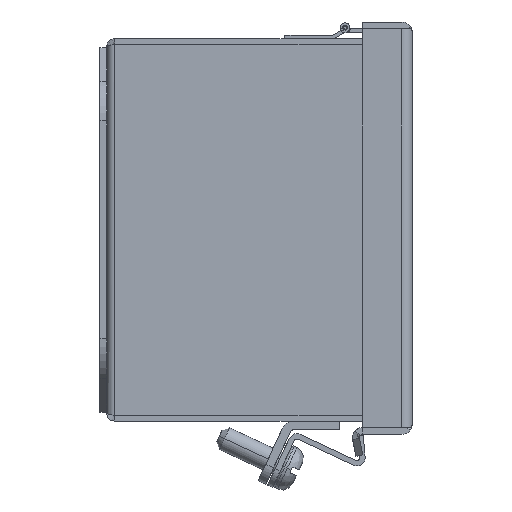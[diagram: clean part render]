
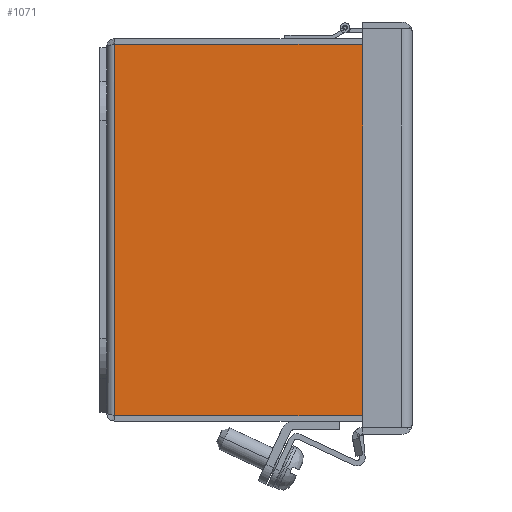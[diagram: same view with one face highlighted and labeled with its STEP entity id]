
A CAD part, front view. The second image highlights one B-rep face of the part: STEP entity #1071.
In plain terms, the highlighted face is planar.
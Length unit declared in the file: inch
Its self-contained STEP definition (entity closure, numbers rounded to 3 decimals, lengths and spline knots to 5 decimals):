
#141 = CIRCLE ( 'NONE', #12803, 0.188 ) ;
#1071 = ADVANCED_FACE ( 'NONE', ( #17011 ), #24672, .F. ) ;
#2550 = CARTESIAN_POINT ( 'NONE',  ( 1.94289, -0.086, -2. ) ) ;
#3707 = DIRECTION ( 'NONE',  ( 0., -1., 0. ) ) ;
#3891 = LINE ( 'NONE', #10313, #16394 ) ;
#6507 = VECTOR ( 'NONE', #21052, 39.37008 ) ;
#6689 = DIRECTION ( 'NONE',  ( 0., 0., 1. ) ) ;
#6722 = VERTEX_POINT ( 'NONE', #23398 ) ;
#6883 = DIRECTION ( 'NONE',  ( 0., 0., 1. ) ) ;
#7018 = ORIENTED_EDGE ( 'NONE', *, *, #24527, .F. ) ;
#8027 = EDGE_CURVE ( 'NONE', #23838, #19821, #15493, .T. ) ;
#8109 = EDGE_CURVE ( 'NONE', #18433, #20142, #141, .T. ) ;
#8502 = DIRECTION ( 'NONE',  ( 1., 0., 0. ) ) ;
#8838 = EDGE_LOOP ( 'NONE', ( #10022, #7018, #18784, #25297, #25456, #11270 ) ) ;
#10022 = ORIENTED_EDGE ( 'NONE', *, *, #19196, .F. ) ;
#10313 = CARTESIAN_POINT ( 'NONE',  ( 1.94289, -0.086, -2. ) ) ;
#11270 = ORIENTED_EDGE ( 'NONE', *, *, #21038, .T. ) ;
#12303 = DIRECTION ( 'NONE',  ( 0., -1., 0. ) ) ;
#12803 = AXIS2_PLACEMENT_3D ( 'NONE', #23528, #6883, #15122 ) ;
#14220 = CARTESIAN_POINT ( 'NONE',  ( 1.75489, -2.87074, -2. ) ) ;
#14769 = CARTESIAN_POINT ( 'NONE',  ( -13.527, -0.086, -2. ) ) ;
#15122 = DIRECTION ( 'NONE',  ( 0., -1., 0. ) ) ;
#15493 = LINE ( 'NONE', #14769, #6507 ) ;
#15910 = CARTESIAN_POINT ( 'NONE',  ( -13.527, -2.914, -2. ) ) ;
#16177 = DIRECTION ( 'NONE',  ( 0., 0., 1. ) ) ;
#16238 = CARTESIAN_POINT ( 'NONE',  ( -1.94289, -0.086, -2. ) ) ;
#16394 = VECTOR ( 'NONE', #12303, 39.37008 ) ;
#17011 = FACE_OUTER_BOUND ( 'NONE', #8838, .T. ) ;
#17667 = CARTESIAN_POINT ( 'NONE',  ( -1.94289, -2.87074, -2. ) ) ;
#18175 = LINE ( 'NONE', #15910, #25481 ) ;
#18264 = DIRECTION ( 'NONE',  ( 1., 0., 0. ) ) ;
#18433 = VERTEX_POINT ( 'NONE', #17667 ) ;
#18784 = ORIENTED_EDGE ( 'NONE', *, *, #8109, .F. ) ;
#19117 = AXIS2_PLACEMENT_3D ( 'NONE', #20777, #6689, #8502 ) ;
#19196 = EDGE_CURVE ( 'NONE', #6722, #21663, #25966, .T. ) ;
#19821 = VERTEX_POINT ( 'NONE', #25249 ) ;
#20142 = VERTEX_POINT ( 'NONE', #22216 ) ;
#20428 = CARTESIAN_POINT ( 'NONE',  ( 1.94289, -2.87074, -2. ) ) ;
#20777 = CARTESIAN_POINT ( 'NONE',  ( -13.527, 0., -2. ) ) ;
#21038 = EDGE_CURVE ( 'NONE', #23838, #21663, #3891, .T. ) ;
#21052 = DIRECTION ( 'NONE',  ( -1., 0., 0. ) ) ;
#21663 = VERTEX_POINT ( 'NONE', #20428 ) ;
#22216 = CARTESIAN_POINT ( 'NONE',  ( -1.93784, -2.914, -2. ) ) ;
#23398 = CARTESIAN_POINT ( 'NONE',  ( 1.93784, -2.914, -2. ) ) ;
#23479 = LINE ( 'NONE', #16238, #25074 ) ;
#23528 = CARTESIAN_POINT ( 'NONE',  ( -1.75489, -2.87074, -2. ) ) ;
#23533 = EDGE_CURVE ( 'NONE', #19821, #18433, #23479, .T. ) ;
#23838 = VERTEX_POINT ( 'NONE', #2550 ) ;
#24527 = EDGE_CURVE ( 'NONE', #20142, #6722, #18175, .T. ) ;
#24672 = PLANE ( 'NONE',  #19117 ) ;
#25074 = VECTOR ( 'NONE', #3707, 39.37008 ) ;
#25249 = CARTESIAN_POINT ( 'NONE',  ( -1.94289, -0.086, -2. ) ) ;
#25297 = ORIENTED_EDGE ( 'NONE', *, *, #23533, .F. ) ;
#25456 = ORIENTED_EDGE ( 'NONE', *, *, #8027, .F. ) ;
#25481 = VECTOR ( 'NONE', #26095, 39.37008 ) ;
#25696 = AXIS2_PLACEMENT_3D ( 'NONE', #14220, #16177, #18264 ) ;
#25966 = CIRCLE ( 'NONE', #25696, 0.188 ) ;
#26095 = DIRECTION ( 'NONE',  ( 1., 0., 0. ) ) ;
